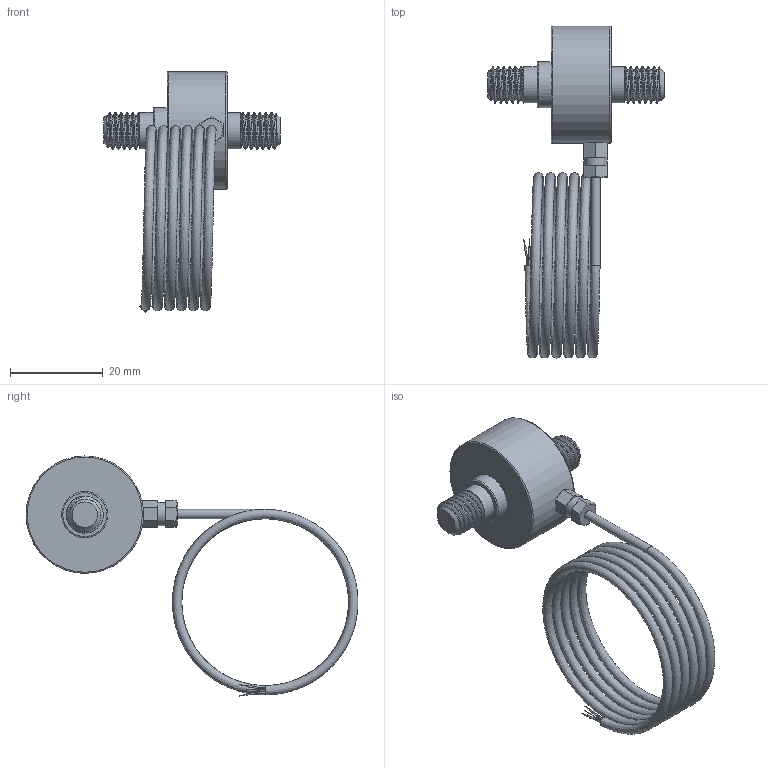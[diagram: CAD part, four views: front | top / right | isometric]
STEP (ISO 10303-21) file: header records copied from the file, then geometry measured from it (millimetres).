
FILE_DESCRIPTION(('FreeCAD Model'),'2;1');
FILE_NAME('Open CASCADE Shape Model','2024-06-11T19:44:28',(''),(''), 'Open CASCADE STEP processor 7.6','FreeCAD','Unknown');
FILE_SCHEMA(('AUTOMOTIVE_DESIGN { 1 0 10303 214 1 1 1 1 }'));
Products named in the file (1): DYMH-103 Inline Load Cell
Bounding box: 38.19 x 71.76 x 51.92 mm (x, y, z)
Volume: 10478 mm3; surface area: 8287.9 mm2
Topology: 18 solids, 18 shells, 192 faces, 900 edges, 1383 vertices
Faces by surface type: plane 76, bspline 54, cylinder 33, torus 16, cone 13
Full cylindrical faces by diameter (mm): 0.079 x4, 0.333 x8, 2 x1, 4 x2, 5 x2, 7.88 x2, 10 x1, 25.4 x1
Entity records: 40298 total; most frequent: CARTESIAN_POINT 29399, DIRECTION 1775, ORIENTED_EDGE 1002, PCURVE 1002, DEFINITIONAL_REPRESENTATION 1002, LINE 751, VECTOR 751, B_SPLINE_CURVE_WITH_KNOTS 673
